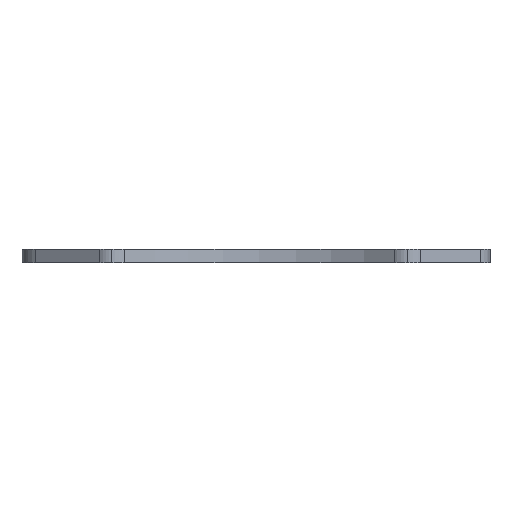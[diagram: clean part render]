
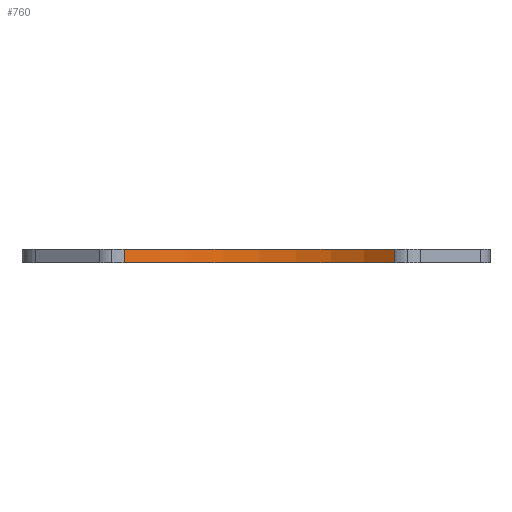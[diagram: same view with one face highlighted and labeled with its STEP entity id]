
A CAD part, left-side view. The second image highlights one B-rep face of the part: STEP entity #760.
In plain terms, the highlighted cylindrical face has radius 80 mm (diameter 160 mm), a partial arc.
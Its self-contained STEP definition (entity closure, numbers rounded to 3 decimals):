
#117 = VECTOR ( 'NONE', #268, 1000. ) ;
#238 = CARTESIAN_POINT ( 'NONE',  ( -127.146, 35.68, 5. ) ) ;
#268 = DIRECTION ( 'NONE',  ( 0., 0., -1. ) ) ;
#314 = VERTEX_POINT ( 'NONE', #238 ) ;
#340 = DIRECTION ( 'NONE',  ( 0., 0., -1. ) ) ;
#348 = EDGE_CURVE ( 'NONE', #1715, #1208, #1707, .T. ) ;
#349 = DIRECTION ( 'NONE',  ( -1., 0., 0. ) ) ;
#381 = CARTESIAN_POINT ( 'NONE',  ( -127.146, 35.68, 0. ) ) ;
#635 = EDGE_CURVE ( 'NONE', #2148, #314, #814, .T. ) ;
#760 = ADVANCED_FACE ( 'NONE', ( #1406 ), #1386, .F. ) ;
#814 = CIRCLE ( 'NONE', #1190, 80. ) ;
#889 = EDGE_CURVE ( 'NONE', #2148, #1715, #1136, .T. ) ;
#943 = CARTESIAN_POINT ( 'NONE',  ( -127.435, 136.664, 0. ) ) ;
#949 = CARTESIAN_POINT ( 'NONE',  ( -127.435, 136.664, 5. ) ) ;
#1006 = EDGE_LOOP ( 'NONE', ( #1248, #2055, #1360, #1482 ) ) ;
#1082 = DIRECTION ( 'NONE',  ( 0., 0., -1. ) ) ;
#1133 = VECTOR ( 'NONE', #1309, 1000. ) ;
#1136 = LINE ( 'NONE', #949, #117 ) ;
#1190 = AXIS2_PLACEMENT_3D ( 'NONE', #1503, #340, #349 ) ;
#1195 = AXIS2_PLACEMENT_3D ( 'NONE', #1878, #1892, #1416 ) ;
#1208 = VERTEX_POINT ( 'NONE', #381 ) ;
#1248 = ORIENTED_EDGE ( 'NONE', *, *, #348, .T. ) ;
#1281 = CARTESIAN_POINT ( 'NONE',  ( -127.435, 136.664, 5. ) ) ;
#1309 = DIRECTION ( 'NONE',  ( 0., 0., -1. ) ) ;
#1360 = ORIENTED_EDGE ( 'NONE', *, *, #635, .F. ) ;
#1386 = CYLINDRICAL_SURFACE ( 'NONE', #1195, 80. ) ;
#1406 = FACE_OUTER_BOUND ( 'NONE', #1006, .T. ) ;
#1416 = DIRECTION ( 'NONE',  ( -1., 0., 0. ) ) ;
#1482 = ORIENTED_EDGE ( 'NONE', *, *, #889, .T. ) ;
#1503 = CARTESIAN_POINT ( 'NONE',  ( -189.343, 85.995, 5. ) ) ;
#1661 = CARTESIAN_POINT ( 'NONE',  ( -127.146, 35.68, 5. ) ) ;
#1707 = CIRCLE ( 'NONE', #1813, 80. ) ;
#1715 = VERTEX_POINT ( 'NONE', #943 ) ;
#1738 = DIRECTION ( 'NONE',  ( -1., 0., 0. ) ) ;
#1753 = CARTESIAN_POINT ( 'NONE',  ( -189.343, 85.995, 0. ) ) ;
#1791 = LINE ( 'NONE', #1661, #1133 ) ;
#1813 = AXIS2_PLACEMENT_3D ( 'NONE', #1753, #1082, #1738 ) ;
#1878 = CARTESIAN_POINT ( 'NONE',  ( -189.343, 85.995, 5. ) ) ;
#1892 = DIRECTION ( 'NONE',  ( 0., 0., -1. ) ) ;
#1960 = EDGE_CURVE ( 'NONE', #314, #1208, #1791, .T. ) ;
#2055 = ORIENTED_EDGE ( 'NONE', *, *, #1960, .F. ) ;
#2148 = VERTEX_POINT ( 'NONE', #1281 ) ;
